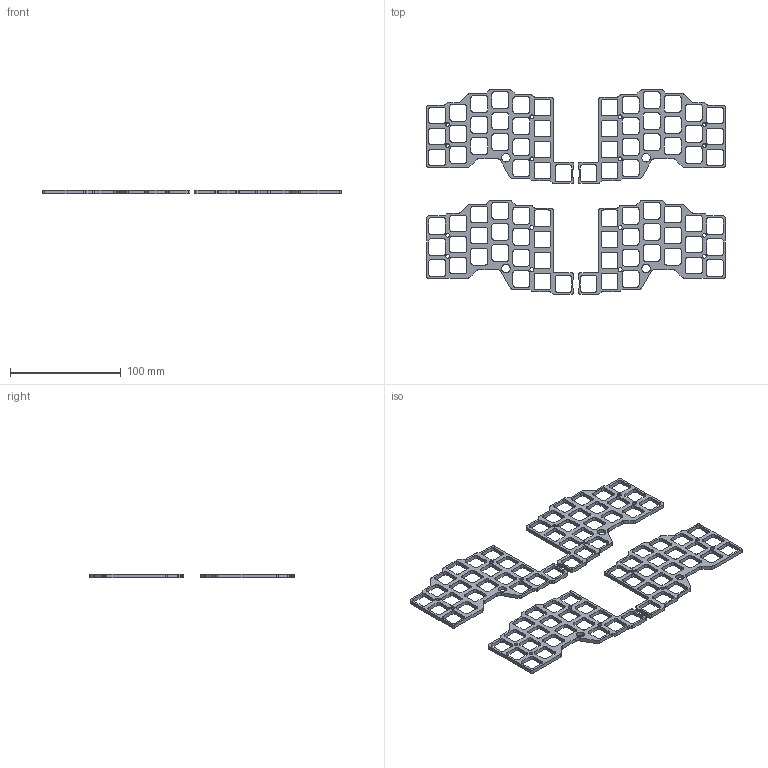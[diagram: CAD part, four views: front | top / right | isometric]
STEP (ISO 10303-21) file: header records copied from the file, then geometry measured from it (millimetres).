
FILE_DESCRIPTION(/* description */ (''),/* implementation_level */ '2;1');
FILE_NAME(/* name */ 'mriya-spacer-fdm-v.1.02.step',/* time_stamp */ '2025-11-23T16:58:06+03:00',/* author */ (''),/* organization */ (''),/* preprocessor_version */ 'ST-DEVELOPER v20.1',/* originating_system */ 'Autodesk Translation Framework v14.17.0.0',/* authorisation */ '');
FILE_SCHEMA (('AUTOMOTIVE_DESIGN { 1 0 10303 214 3 1 1 }'));
Length unit declared in the file: millimetre
Products named in the file (1): (Unsaved)
Bounding box: 269.5 x 184.6 x 3.4 mm (x, y, z)
Volume: 43166.1 mm3; surface area: 48086.5 mm2
Topology: 4 solids, 4 shells, 924 faces, 2740 edges, 1824 vertices
Faces by surface type: cylinder 468, plane 448, cone 8
Full cylindrical faces by diameter (mm): 2.9 x8, 3.4 x8, 7.6 x4
Entity records: 31630 total; most frequent: DIRECTION 5534, CARTESIAN_POINT 5489, ORIENTED_EDGE 5480, EDGE_CURVE 2740, AXIS2_PLACEMENT_3D 1869, VERTEX_POINT 1824, LINE 1796, VECTOR 1796
